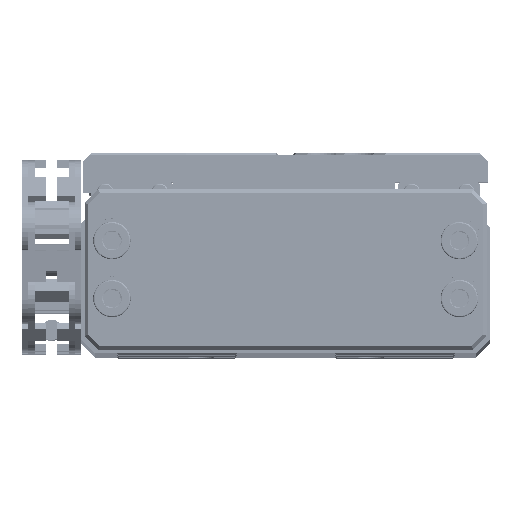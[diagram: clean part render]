
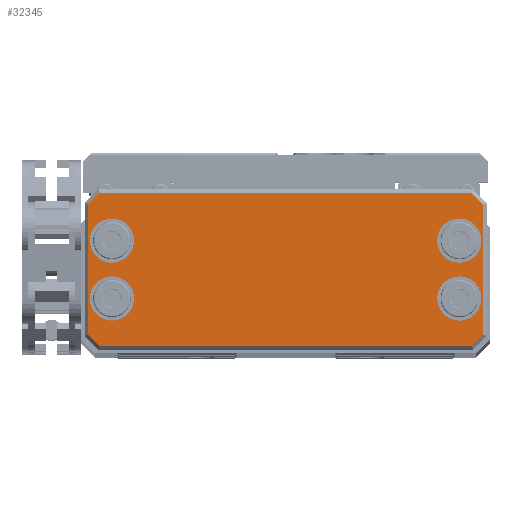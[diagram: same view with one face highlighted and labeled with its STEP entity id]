
A CAD part, top view. The second image highlights one B-rep face of the part: STEP entity #32345.
In plain terms, the highlighted planar face has unit normal (0, 0, 1).
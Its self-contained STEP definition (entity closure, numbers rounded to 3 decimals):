
#261 = EDGE_CURVE ( 'NONE', #33741, #5700, #9430, .T. ) ;
#948 = DIRECTION ( 'NONE',  ( 0., 0., 1. ) ) ;
#985 = DIRECTION ( 'NONE',  ( 1., 0., 0. ) ) ;
#1205 = EDGE_CURVE ( 'NONE', #36895, #43481, #25317, .T. ) ;
#1318 = ORIENTED_EDGE ( 'NONE', *, *, #38762, .T. ) ;
#1568 = EDGE_LOOP ( 'NONE', ( #7291, #34621, #21707, #1318, #37311, #46225, #18734, #48846 ) ) ;
#1575 = CIRCLE ( 'NONE', #11833, 3.25 ) ;
#2390 = CARTESIAN_POINT ( 'NONE',  ( 58.25, -7.5, 11. ) ) ;
#2725 = EDGE_CURVE ( 'NONE', #29948, #45353, #41808, .T. ) ;
#2740 = FACE_BOUND ( 'NONE', #53863, .T. ) ;
#3030 = FACE_BOUND ( 'NONE', #19788, .T. ) ;
#3473 = DIRECTION ( 'NONE',  ( 0., 0., 1. ) ) ;
#4857 = VERTEX_POINT ( 'NONE', #42330 ) ;
#5700 = VERTEX_POINT ( 'NONE', #25880 ) ;
#6117 = CARTESIAN_POINT ( 'NONE',  ( 58.25, -16., 11. ) ) ;
#6137 = CARTESIAN_POINT ( 'NONE',  ( 28.146, -51.646, 11. ) ) ;
#6334 = LINE ( 'NONE', #55235, #6853 ) ;
#6446 = AXIS2_PLACEMENT_3D ( 'NONE', #24649, #51132, #47359 ) ;
#6853 = VECTOR ( 'NONE', #33139, 1000. ) ;
#6903 = CARTESIAN_POINT ( 'NONE',  ( 4., -16., 11. ) ) ;
#7291 = ORIENTED_EDGE ( 'NONE', *, *, #1205, .T. ) ;
#7363 = VERTEX_POINT ( 'NONE', #6117 ) ;
#9430 = CIRCLE ( 'NONE', #49425, 3.25 ) ;
#9484 = VECTOR ( 'NONE', #37072, 1000. ) ;
#9681 = AXIS2_PLACEMENT_3D ( 'NONE', #45848, #948, #14386 ) ;
#9877 = LINE ( 'NONE', #48941, #32503 ) ;
#9887 = EDGE_CURVE ( 'NONE', #49695, #36895, #24210, .T. ) ;
#10169 = VERTEX_POINT ( 'NONE', #20434 ) ;
#10251 = CARTESIAN_POINT ( 'NONE',  ( 0.75, -16., 11. ) ) ;
#10942 = DIRECTION ( 'NONE',  ( 1., 0., 0. ) ) ;
#10995 = DIRECTION ( 'NONE',  ( 1., 0., 0. ) ) ;
#11833 = AXIS2_PLACEMENT_3D ( 'NONE', #6903, #19472, #10995 ) ;
#11985 = AXIS2_PLACEMENT_3D ( 'NONE', #43396, #3473, #21266 ) ;
#12670 = VECTOR ( 'NONE', #31418, 1000. ) ;
#13625 = VERTEX_POINT ( 'NONE', #42748 ) ;
#14386 = DIRECTION ( 'NONE',  ( 1., 0., 0. ) ) ;
#14733 = ORIENTED_EDGE ( 'NONE', *, *, #261, .F. ) ;
#16448 = CARTESIAN_POINT ( 'NONE',  ( 7.25, -7.5, 11. ) ) ;
#16465 = DIRECTION ( 'NONE',  ( 0., 0., 1. ) ) ;
#17038 = FACE_OUTER_BOUND ( 'NONE', #1568, .T. ) ;
#17160 = CIRCLE ( 'NONE', #9681, 3.25 ) ;
#17404 = EDGE_CURVE ( 'NONE', #7363, #35760, #34344, .T. ) ;
#17970 = CARTESIAN_POINT ( 'NONE',  ( 55., -7.5, 11. ) ) ;
#18524 = EDGE_LOOP ( 'NONE', ( #22684, #51137 ) ) ;
#18734 = ORIENTED_EDGE ( 'NONE', *, *, #28181, .T. ) ;
#18953 = EDGE_CURVE ( 'NONE', #27209, #10169, #1575, .T. ) ;
#19104 = CARTESIAN_POINT ( 'NONE',  ( 4., -16., 11. ) ) ;
#19472 = DIRECTION ( 'NONE',  ( 0., 0., 1. ) ) ;
#19788 = EDGE_LOOP ( 'NONE', ( #14733, #27427 ) ) ;
#19854 = CARTESIAN_POINT ( 'NONE',  ( 0.5, -2.207, 11. ) ) ;
#20162 = ORIENTED_EDGE ( 'NONE', *, *, #17404, .F. ) ;
#20393 = EDGE_CURVE ( 'NONE', #5700, #33741, #53821, .T. ) ;
#20434 = CARTESIAN_POINT ( 'NONE',  ( 7.25, -16., 11. ) ) ;
#20550 = DIRECTION ( 'NONE',  ( 1., 0., 0. ) ) ;
#21266 = DIRECTION ( 'NONE',  ( 1., 0., 0. ) ) ;
#21531 = LINE ( 'NONE', #53511, #12670 ) ;
#21556 = EDGE_CURVE ( 'NONE', #10169, #27209, #33537, .T. ) ;
#21707 = ORIENTED_EDGE ( 'NONE', *, *, #41946, .T. ) ;
#22684 = ORIENTED_EDGE ( 'NONE', *, *, #21556, .F. ) ;
#23187 = AXIS2_PLACEMENT_3D ( 'NONE', #17970, #53727, #985 ) ;
#23365 = CARTESIAN_POINT ( 'NONE',  ( 1.354, -22.146, 11. ) ) ;
#24210 = LINE ( 'NONE', #6137, #46741 ) ;
#24649 = CARTESIAN_POINT ( 'NONE',  ( 4., -7.5, 11. ) ) ;
#25031 = CARTESIAN_POINT ( 'NONE',  ( 58.5, -2., 11. ) ) ;
#25161 = DIRECTION ( 'NONE',  ( 0., 0., 1. ) ) ;
#25317 = LINE ( 'NONE', #25031, #36788 ) ;
#25703 = EDGE_CURVE ( 'NONE', #45353, #29948, #17160, .T. ) ;
#25880 = CARTESIAN_POINT ( 'NONE',  ( 51.75, -7.5, 11. ) ) ;
#26809 = DIRECTION ( 'NONE',  ( -0.707, 0.707, 0. ) ) ;
#26893 = LINE ( 'NONE', #40002, #44044 ) ;
#27209 = VERTEX_POINT ( 'NONE', #10251 ) ;
#27427 = ORIENTED_EDGE ( 'NONE', *, *, #20393, .F. ) ;
#27826 = DIRECTION ( 'NONE',  ( 0., 0., 1. ) ) ;
#28181 = EDGE_CURVE ( 'NONE', #36917, #49695, #26893, .T. ) ;
#29260 = PLANE ( 'NONE',  #33231 ) ;
#29948 = VERTEX_POINT ( 'NONE', #16448 ) ;
#30381 = VERTEX_POINT ( 'NONE', #34644 ) ;
#31418 = DIRECTION ( 'NONE',  ( -1., 0., 0. ) ) ;
#31868 = LINE ( 'NONE', #49632, #55172 ) ;
#32345 = ADVANCED_FACE ( 'NONE', ( #17038, #42953, #38897, #2740, #3030 ), #29260, .T. ) ;
#32503 = VECTOR ( 'NONE', #26809, 1000. ) ;
#33040 = DIRECTION ( 'NONE',  ( 1., 0., 0. ) ) ;
#33139 = DIRECTION ( 'NONE',  ( 0., -1., 0. ) ) ;
#33231 = AXIS2_PLACEMENT_3D ( 'NONE', #34802, #16465, #20550 ) ;
#33537 = CIRCLE ( 'NONE', #45623, 3.25 ) ;
#33741 = VERTEX_POINT ( 'NONE', #2390 ) ;
#34344 = CIRCLE ( 'NONE', #11985, 3.25 ) ;
#34621 = ORIENTED_EDGE ( 'NONE', *, *, #51022, .T. ) ;
#34644 = CARTESIAN_POINT ( 'NONE',  ( 2.207, -0.5, 11. ) ) ;
#34802 = CARTESIAN_POINT ( 'NONE',  ( 0., -23.5, 11. ) ) ;
#35273 = CARTESIAN_POINT ( 'NONE',  ( 0.75, -7.5, 11. ) ) ;
#35760 = VERTEX_POINT ( 'NONE', #42713 ) ;
#36788 = VECTOR ( 'NONE', #57303, 1000. ) ;
#36895 = VERTEX_POINT ( 'NONE', #52511 ) ;
#36917 = VERTEX_POINT ( 'NONE', #47131 ) ;
#37072 = DIRECTION ( 'NONE',  ( 0.707, -0.707, 0. ) ) ;
#37311 = ORIENTED_EDGE ( 'NONE', *, *, #56971, .T. ) ;
#37702 = VERTEX_POINT ( 'NONE', #19854 ) ;
#38762 = EDGE_CURVE ( 'NONE', #30381, #37702, #31868, .T. ) ;
#38769 = AXIS2_PLACEMENT_3D ( 'NONE', #42692, #46188, #10942 ) ;
#38897 = FACE_BOUND ( 'NONE', #18524, .T. ) ;
#39319 = EDGE_LOOP ( 'NONE', ( #56618, #52924 ) ) ;
#40002 = CARTESIAN_POINT ( 'NONE',  ( 57., -23., 11. ) ) ;
#40285 = DIRECTION ( 'NONE',  ( 1., 0., 0. ) ) ;
#41313 = ORIENTED_EDGE ( 'NONE', *, *, #47733, .F. ) ;
#41808 = CIRCLE ( 'NONE', #6446, 3.25 ) ;
#41946 = EDGE_CURVE ( 'NONE', #13625, #30381, #21531, .T. ) ;
#42330 = CARTESIAN_POINT ( 'NONE',  ( 0.5, -21.293, 11. ) ) ;
#42692 = CARTESIAN_POINT ( 'NONE',  ( 55., -16., 11. ) ) ;
#42713 = CARTESIAN_POINT ( 'NONE',  ( 51.75, -16., 11. ) ) ;
#42748 = CARTESIAN_POINT ( 'NONE',  ( 56.793, -0.5, 11. ) ) ;
#42953 = FACE_BOUND ( 'NONE', #39319, .T. ) ;
#43396 = CARTESIAN_POINT ( 'NONE',  ( 55., -16., 11. ) ) ;
#43481 = VERTEX_POINT ( 'NONE', #53743 ) ;
#43988 = CARTESIAN_POINT ( 'NONE',  ( 56.793, -23., 11. ) ) ;
#44044 = VECTOR ( 'NONE', #40285, 1000. ) ;
#45353 = VERTEX_POINT ( 'NONE', #35273 ) ;
#45493 = LINE ( 'NONE', #23365, #9484 ) ;
#45623 = AXIS2_PLACEMENT_3D ( 'NONE', #19104, #27826, #49377 ) ;
#45845 = DIRECTION ( 'NONE',  ( -0.707, -0.707, 0. ) ) ;
#45848 = CARTESIAN_POINT ( 'NONE',  ( 4., -7.5, 11. ) ) ;
#46188 = DIRECTION ( 'NONE',  ( 0., 0., 1. ) ) ;
#46225 = ORIENTED_EDGE ( 'NONE', *, *, #53932, .T. ) ;
#46741 = VECTOR ( 'NONE', #54165, 1000. ) ;
#47131 = CARTESIAN_POINT ( 'NONE',  ( 2.207, -23., 11. ) ) ;
#47359 = DIRECTION ( 'NONE',  ( 1., 0., 0. ) ) ;
#47733 = EDGE_CURVE ( 'NONE', #35760, #7363, #56386, .T. ) ;
#48846 = ORIENTED_EDGE ( 'NONE', *, *, #9887, .T. ) ;
#48941 = CARTESIAN_POINT ( 'NONE',  ( 39.896, 16.396, 11. ) ) ;
#49377 = DIRECTION ( 'NONE',  ( 1., 0., 0. ) ) ;
#49425 = AXIS2_PLACEMENT_3D ( 'NONE', #55429, #25161, #33040 ) ;
#49632 = CARTESIAN_POINT ( 'NONE',  ( -10.396, -13.104, 11. ) ) ;
#49695 = VERTEX_POINT ( 'NONE', #43988 ) ;
#51022 = EDGE_CURVE ( 'NONE', #43481, #13625, #9877, .T. ) ;
#51132 = DIRECTION ( 'NONE',  ( 0., 0., 1. ) ) ;
#51137 = ORIENTED_EDGE ( 'NONE', *, *, #18953, .F. ) ;
#52511 = CARTESIAN_POINT ( 'NONE',  ( 58.5, -21.293, 11. ) ) ;
#52924 = ORIENTED_EDGE ( 'NONE', *, *, #25703, .F. ) ;
#53511 = CARTESIAN_POINT ( 'NONE',  ( 2., -0.5, 11. ) ) ;
#53727 = DIRECTION ( 'NONE',  ( 0., 0., 1. ) ) ;
#53743 = CARTESIAN_POINT ( 'NONE',  ( 58.5, -2.207, 11. ) ) ;
#53821 = CIRCLE ( 'NONE', #23187, 3.25 ) ;
#53863 = EDGE_LOOP ( 'NONE', ( #20162, #41313 ) ) ;
#53932 = EDGE_CURVE ( 'NONE', #4857, #36917, #45493, .T. ) ;
#54165 = DIRECTION ( 'NONE',  ( 0.707, 0.707, 0. ) ) ;
#55172 = VECTOR ( 'NONE', #45845, 1000. ) ;
#55235 = CARTESIAN_POINT ( 'NONE',  ( 0.5, -21.5, 11. ) ) ;
#55429 = CARTESIAN_POINT ( 'NONE',  ( 55., -7.5, 11. ) ) ;
#56386 = CIRCLE ( 'NONE', #38769, 3.25 ) ;
#56618 = ORIENTED_EDGE ( 'NONE', *, *, #2725, .F. ) ;
#56971 = EDGE_CURVE ( 'NONE', #37702, #4857, #6334, .T. ) ;
#57303 = DIRECTION ( 'NONE',  ( 0., 1., 0. ) ) ;
